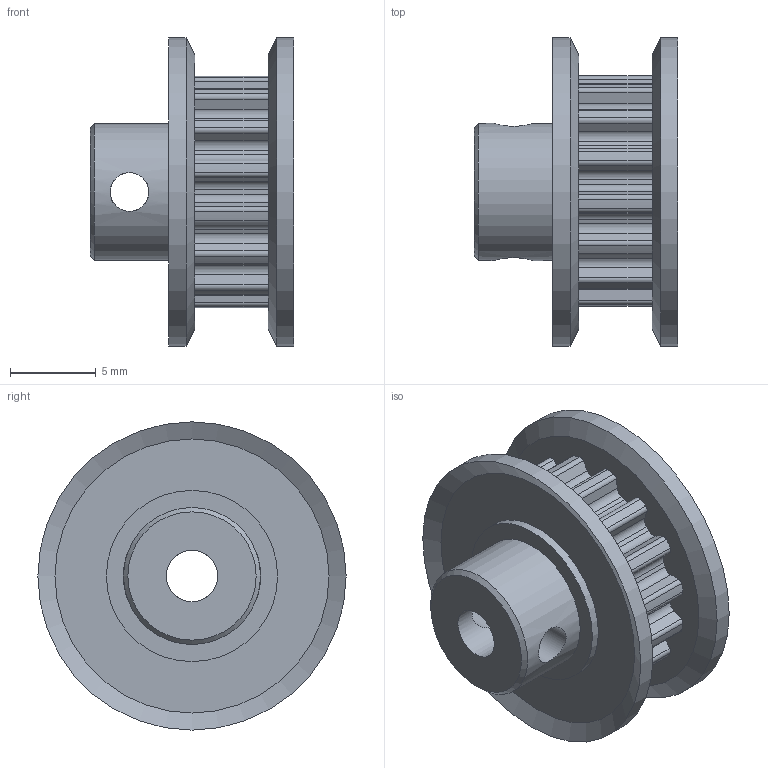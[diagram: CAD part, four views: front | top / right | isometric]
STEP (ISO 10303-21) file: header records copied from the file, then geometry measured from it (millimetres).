
FILE_DESCRIPTION(/* description */ (''),/* implementation_level */ '2;1');
FILE_NAME(/* name */ '15t_pulley fingertech.step',/* time_stamp */ '2023-05-17T14:42:17-04:00',/* author */ (''),/* organization */ (''),/* preprocessor_version */ 'ST-DEVELOPER v19.2',/* originating_system */ 'Autodesk Translation Framework v12.4.0.73',/* authorisation */ '');
FILE_SCHEMA (('AUTOMOTIVE_DESIGN { 1 0 10303 214 3 1 1 }'));
Length unit declared in the file: inch
Products named in the file (1): 15t_pulley
Bounding box: 11.9 x 18 x 18 mm (x, y, z)
Volume: 1230.3 mm3; surface area: 1727.5 mm2
Topology: 3 solids, 3 shells, 144 faces, 404 edges, 269 vertices
Faces by surface type: cylinder 100, plane 39, cone 5
Full cylindrical faces by diameter (mm): 2.261 x2, 3 x1, 8 x1, 10 x4, 18 x2
Entity records: 4948 total; most frequent: CARTESIAN_POINT 968, DIRECTION 891, ORIENTED_EDGE 808, EDGE_CURVE 404, AXIS2_PLACEMENT_3D 348, VERTEX_POINT 269, CIRCLE 203, LINE 195
